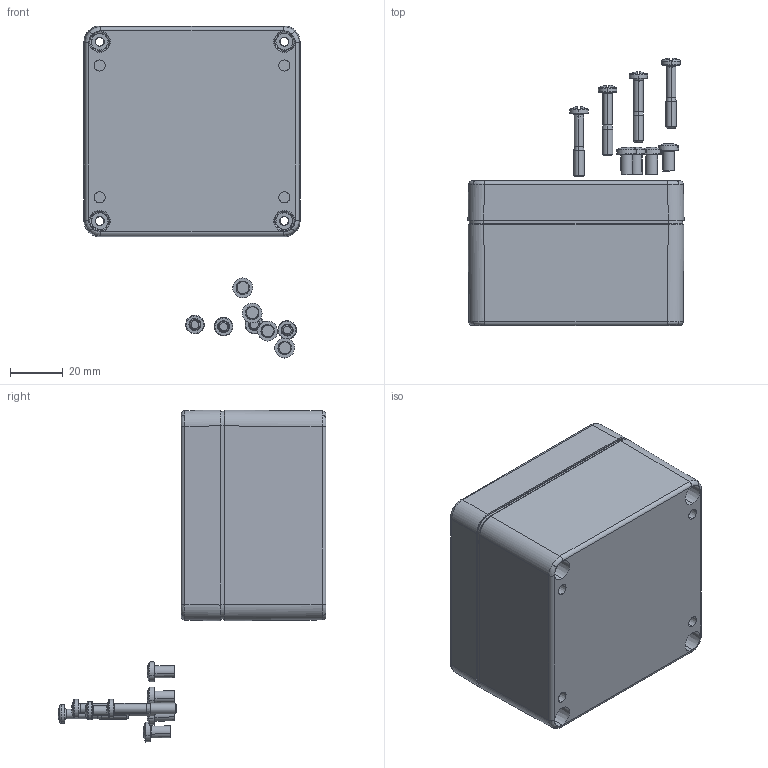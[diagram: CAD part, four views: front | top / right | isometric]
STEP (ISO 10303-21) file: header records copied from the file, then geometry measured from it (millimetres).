
FILE_DESCRIPTION (( 'STEP AP214' ), '1' );
FILE_NAME ('33080806.STEP', '2008-10-01T11:53:25', ( ' ' ), ( '' ), 'SwSTEP 2.0', 'SolidWorks 2008', '' );
FILE_SCHEMA (( 'AUTOMOTIVE_DESIGN' ));
Length unit declared in the file: millimetre
Products named in the file (9): 93214_WN1442 D4,5x7,8; 31091_Standard; 33080806; 82002_im Deckel eingebaut; 31090-Einpressbuchse_Standard; 5200.009.0_Standard; 51005_Standard; 34091_Standard
Assembly tree (17 placements, depth 3):
  33080806
    82002_im Deckel eingebaut
    34091_Standard
    31091_Standard
      31090-Einpressbuchse_Standard  x4
      31091_Standard
    51005_Standard
      93214_WN1442 D4,5x7,8  x4
      5200.009.0_Standard  x4
Bounding box: 82 x 101.68 x 125.97 mm (x, y, z)
Volume: 97971.8 mm3; surface area: 76638.1 mm2
Topology: 15 solids, 15 shells, 1492 faces, 3687 edges, 2263 vertices
Faces by surface type: plane 617, cylinder 295, bspline 244, cone 201, torus 127, sphere 8
Entity records: 42701 total; most frequent: CARTESIAN_POINT 19318, ORIENTED_EDGE 5122, DIRECTION 4441, EDGE_CURVE 2561, AXIS2_PLACEMENT_3D 1652, VERTEX_POINT 1549, VECTOR 1137, LINE 1137
